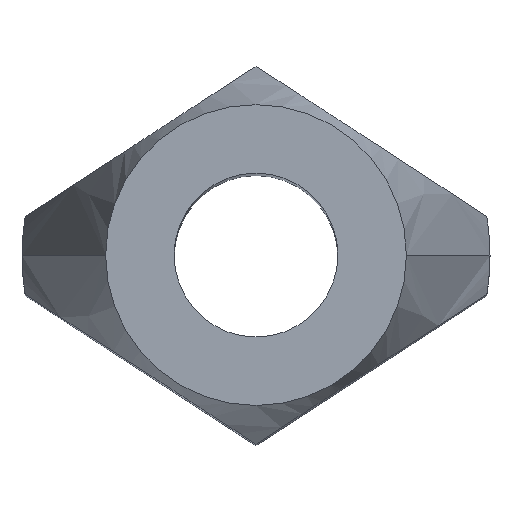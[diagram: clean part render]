
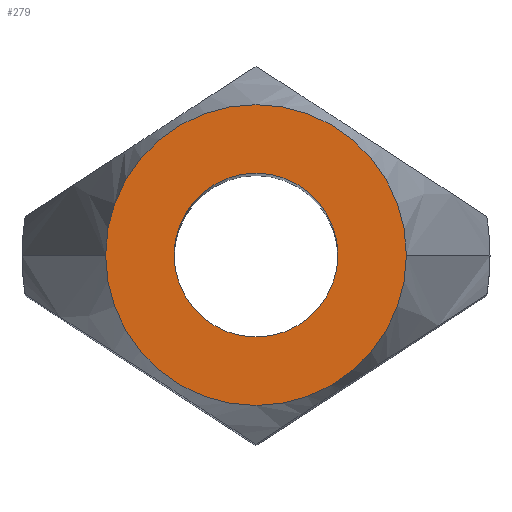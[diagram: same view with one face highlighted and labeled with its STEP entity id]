
A CAD part, top view. The second image highlights one B-rep face of the part: STEP entity #279.
In plain terms, the highlighted planar face has unit normal (0, 0, 1).
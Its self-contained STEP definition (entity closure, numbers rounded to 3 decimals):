
#159=VERTEX_POINT('',#364);
#165=VERTEX_POINT('',#373);
#187=VERTEX_POINT('',#395);
#189=EDGE_CURVE('',#281,#165,#397,.T.);
#221=EDGE_CURVE('',#159,#187,#430,.T.);
#251=EDGE_CURVE('',#187,#159,#466,.T.);
#279=ADVANCED_FACE('',(#497,#498),#499,.T.);
#281=VERTEX_POINT('',#501);
#283=EDGE_CURVE('',#165,#281,#503,.T.);
#364=CARTESIAN_POINT('',(1.05,0.0,12.0));
#373=CARTESIAN_POINT('',(-1.928,0.,12.0));
#395=CARTESIAN_POINT('',(-1.05,0.,12.0));
#397=CIRCLE('',#637,1.928);
#430=CIRCLE('',#691,1.05);
#466=CIRCLE('',#755,1.05);
#497=FACE_BOUND('',#793,.T.);
#498=FACE_OUTER_BOUND('',#794,.T.);
#499=PLANE('',#795);
#501=CARTESIAN_POINT('',(1.928,0.,12.0));
#503=CIRCLE('',#800,1.928);
#637=AXIS2_PLACEMENT_3D('',#920,#921,#922);
#691=AXIS2_PLACEMENT_3D('',#946,#947,#948);
#755=AXIS2_PLACEMENT_3D('',#1003,#1004,#1005);
#793=EDGE_LOOP('',(#1053,#1054));
#794=EDGE_LOOP('',(#1055,#1056));
#795=AXIS2_PLACEMENT_3D('',#1057,#1058,#1059);
#800=AXIS2_PLACEMENT_3D('',#1060,#1061,#1062);
#920=CARTESIAN_POINT('',(0.,0.,12.0));
#921=DIRECTION('',(0.,0.,1.0));
#922=DIRECTION('',(-1.0,0.,-0.0));
#946=CARTESIAN_POINT('',(0.0,0.0,12.0));
#947=DIRECTION('',(0.,0.,-1.0));
#948=DIRECTION('',(1.0,0.,0.));
#1003=CARTESIAN_POINT('',(0.0,0.0,12.0));
#1004=DIRECTION('',(0.,0.,-1.0));
#1005=DIRECTION('',(1.0,0.,0.));
#1053=ORIENTED_EDGE('',*,*,#221,.T.);
#1054=ORIENTED_EDGE('',*,*,#251,.T.);
#1055=ORIENTED_EDGE('',*,*,#283,.T.);
#1056=ORIENTED_EDGE('',*,*,#189,.T.);
#1057=CARTESIAN_POINT('',(-0.964,0.,12.0));
#1058=DIRECTION('',(0.,0.,1.0));
#1059=DIRECTION('',(-1.0,0.,0.));
#1060=CARTESIAN_POINT('',(0.,0.,12.0));
#1061=DIRECTION('',(0.,0.,1.0));
#1062=DIRECTION('',(-1.0,0.,-0.0));
